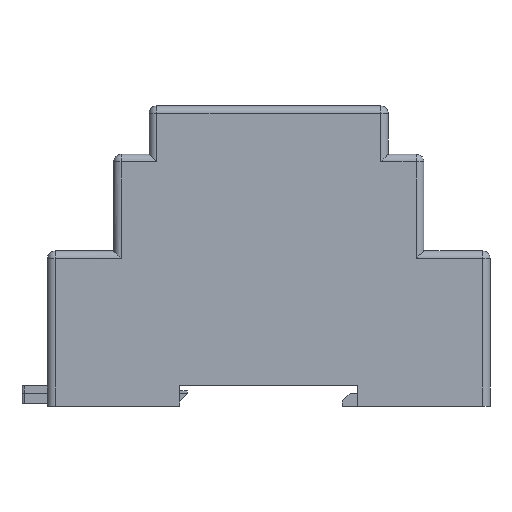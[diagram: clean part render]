
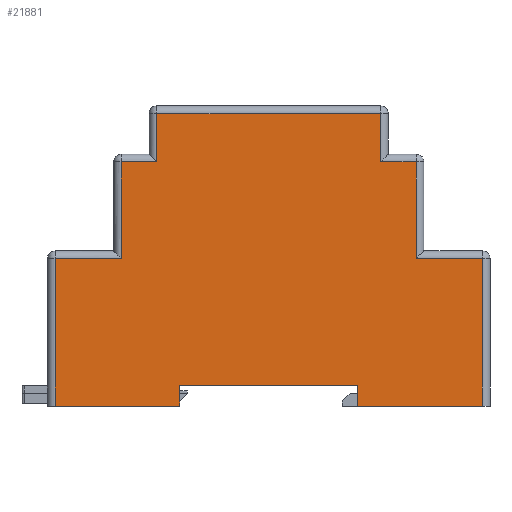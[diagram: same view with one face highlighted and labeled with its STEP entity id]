
A CAD part, front view. The second image highlights one B-rep face of the part: STEP entity #21881.
In plain terms, the highlighted planar face has unit normal (0, -1, 0).
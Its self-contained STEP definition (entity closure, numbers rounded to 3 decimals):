
#20650=CARTESIAN_POINT('',(-6.,0.,-59.));
#20651=VERTEX_POINT('',#20650);
#20658=CARTESIAN_POINT('',(-6.,0.,-55.));
#20659=VERTEX_POINT('',#20658);
#20660=CARTESIAN_POINT('',(-6.,0.,-59.));
#20661=DIRECTION('',(0.,0.,1.));
#20662=VECTOR('',#20661,4.);
#20663=LINE('',#20660,#20662);
#20664=EDGE_CURVE('',#20651,#20659,#20663,.T.);
#20700=CARTESIAN_POINT('',(-41.,0.,-55.));
#20701=VERTEX_POINT('',#20700);
#20702=CARTESIAN_POINT('',(-41.,0.,-55.));
#20703=DIRECTION('',(1.,0.,-0.));
#20704=VECTOR('',#20703,35.);
#20705=LINE('',#20702,#20704);
#20706=EDGE_CURVE('',#20701,#20659,#20705,.T.);
#21762=CARTESIAN_POINT('',(0.,0.,0.));
#21763=DIRECTION('',(0.,-1.,0.));
#21764=DIRECTION('',(0.,0.,1.));
#21765=AXIS2_PLACEMENT_3D('',#21762,#21763,#21764);
#21766=PLANE('',#21765);
#21767=CARTESIAN_POINT('',(18.5,0.,-59.));
#21768=VERTEX_POINT('',#21767);
#21769=CARTESIAN_POINT('',(-6.,0.,-59.));
#21770=DIRECTION('',(1.,0.,0.));
#21771=VECTOR('',#21770,24.5);
#21772=LINE('',#21769,#21771);
#21773=EDGE_CURVE('',#20651,#21768,#21772,.T.);
#21774=ORIENTED_EDGE('',*,*,#21773,.T.);
#21775=CARTESIAN_POINT('',(18.5,0.,-30.));
#21776=VERTEX_POINT('',#21775);
#21777=CARTESIAN_POINT('',(18.5,0.,-59.));
#21778=DIRECTION('',(0.,0.,1.));
#21779=VECTOR('',#21778,29.);
#21780=LINE('',#21777,#21779);
#21781=EDGE_CURVE('',#21768,#21776,#21780,.T.);
#21782=ORIENTED_EDGE('',*,*,#21781,.T.);
#21783=CARTESIAN_POINT('',(5.5,0.,-30.));
#21784=VERTEX_POINT('',#21783);
#21785=CARTESIAN_POINT('',(18.5,0.,-30.));
#21786=DIRECTION('',(-1.,0.,0.));
#21787=VECTOR('',#21786,13.);
#21788=LINE('',#21785,#21787);
#21789=EDGE_CURVE('',#21776,#21784,#21788,.T.);
#21790=ORIENTED_EDGE('',*,*,#21789,.T.);
#21791=CARTESIAN_POINT('',(5.5,0.,-11.));
#21792=VERTEX_POINT('',#21791);
#21793=CARTESIAN_POINT('',(5.5,0.,-30.));
#21794=DIRECTION('',(0.,0.,1.));
#21795=VECTOR('',#21794,19.);
#21796=LINE('',#21793,#21795);
#21797=EDGE_CURVE('',#21784,#21792,#21796,.T.);
#21798=ORIENTED_EDGE('',*,*,#21797,.T.);
#21799=CARTESIAN_POINT('',(-1.5,0.,-11.));
#21800=VERTEX_POINT('',#21799);
#21801=CARTESIAN_POINT('',(5.5,0.,-11.));
#21802=DIRECTION('',(-1.,0.,0.));
#21803=VECTOR('',#21802,7.);
#21804=LINE('',#21801,#21803);
#21805=EDGE_CURVE('',#21792,#21800,#21804,.T.);
#21806=ORIENTED_EDGE('',*,*,#21805,.T.);
#21807=CARTESIAN_POINT('',(-1.5,0.,-1.5));
#21808=VERTEX_POINT('',#21807);
#21809=CARTESIAN_POINT('',(-1.5,0.,-11.));
#21810=DIRECTION('',(0.,0.,1.));
#21811=VECTOR('',#21810,9.5);
#21812=LINE('',#21809,#21811);
#21813=EDGE_CURVE('',#21800,#21808,#21812,.T.);
#21814=ORIENTED_EDGE('',*,*,#21813,.T.);
#21815=CARTESIAN_POINT('',(-45.5,0.,-1.5));
#21816=VERTEX_POINT('',#21815);
#21817=CARTESIAN_POINT('',(-1.5,0.,-1.5));
#21818=DIRECTION('',(-1.,0.,0.));
#21819=VECTOR('',#21818,44.);
#21820=LINE('',#21817,#21819);
#21821=EDGE_CURVE('',#21808,#21816,#21820,.T.);
#21822=ORIENTED_EDGE('',*,*,#21821,.T.);
#21823=CARTESIAN_POINT('',(-45.5,0.,-11.));
#21824=VERTEX_POINT('',#21823);
#21825=CARTESIAN_POINT('',(-45.5,0.,-1.5));
#21826=DIRECTION('',(0.,0.,-1.));
#21827=VECTOR('',#21826,9.5);
#21828=LINE('',#21825,#21827);
#21829=EDGE_CURVE('',#21816,#21824,#21828,.T.);
#21830=ORIENTED_EDGE('',*,*,#21829,.T.);
#21831=CARTESIAN_POINT('',(-52.5,0.,-11.));
#21832=VERTEX_POINT('',#21831);
#21833=CARTESIAN_POINT('',(-45.5,0.,-11.));
#21834=DIRECTION('',(-1.,0.,0.));
#21835=VECTOR('',#21834,7.);
#21836=LINE('',#21833,#21835);
#21837=EDGE_CURVE('',#21824,#21832,#21836,.T.);
#21838=ORIENTED_EDGE('',*,*,#21837,.T.);
#21839=CARTESIAN_POINT('',(-52.5,0.,-30.));
#21840=VERTEX_POINT('',#21839);
#21841=CARTESIAN_POINT('',(-52.5,0.,-11.));
#21842=DIRECTION('',(0.,0.,-1.));
#21843=VECTOR('',#21842,19.);
#21844=LINE('',#21841,#21843);
#21845=EDGE_CURVE('',#21832,#21840,#21844,.T.);
#21846=ORIENTED_EDGE('',*,*,#21845,.T.);
#21847=CARTESIAN_POINT('',(-65.5,0.,-30.));
#21848=VERTEX_POINT('',#21847);
#21849=CARTESIAN_POINT('',(-52.5,0.,-30.));
#21850=DIRECTION('',(-1.,0.,0.));
#21851=VECTOR('',#21850,13.);
#21852=LINE('',#21849,#21851);
#21853=EDGE_CURVE('',#21840,#21848,#21852,.T.);
#21854=ORIENTED_EDGE('',*,*,#21853,.T.);
#21855=CARTESIAN_POINT('',(-65.5,-0.,-59.));
#21856=VERTEX_POINT('',#21855);
#21857=CARTESIAN_POINT('',(-65.5,0.,-30.));
#21858=DIRECTION('',(0.,0.,-1.));
#21859=VECTOR('',#21858,29.);
#21860=LINE('',#21857,#21859);
#21861=EDGE_CURVE('',#21848,#21856,#21860,.T.);
#21862=ORIENTED_EDGE('',*,*,#21861,.T.);
#21863=CARTESIAN_POINT('',(-41.,-0.,-59.));
#21864=VERTEX_POINT('',#21863);
#21865=CARTESIAN_POINT('',(-65.5,-0.,-59.));
#21866=DIRECTION('',(1.,0.,0.));
#21867=VECTOR('',#21866,24.5);
#21868=LINE('',#21865,#21867);
#21869=EDGE_CURVE('',#21856,#21864,#21868,.T.);
#21870=ORIENTED_EDGE('',*,*,#21869,.T.);
#21871=CARTESIAN_POINT('',(-41.,-0.,-59.));
#21872=DIRECTION('',(0.,0.,1.));
#21873=VECTOR('',#21872,4.);
#21874=LINE('',#21871,#21873);
#21875=EDGE_CURVE('',#21864,#20701,#21874,.T.);
#21876=ORIENTED_EDGE('',*,*,#21875,.T.);
#21877=ORIENTED_EDGE('',*,*,#20706,.T.);
#21878=ORIENTED_EDGE('',*,*,#20664,.F.);
#21879=EDGE_LOOP('',(#21774,#21782,#21790,#21798,#21806,#21814,#21822,#21830,#21838,#21846,#21854,#21862,#21870,#21876,#21877,#21878));
#21880=FACE_BOUND('',#21879,.T.);
#21881=ADVANCED_FACE('',(#21880),#21766,.T.);
